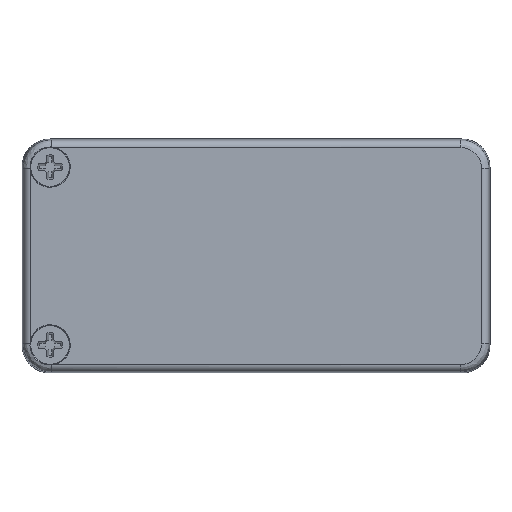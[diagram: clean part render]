
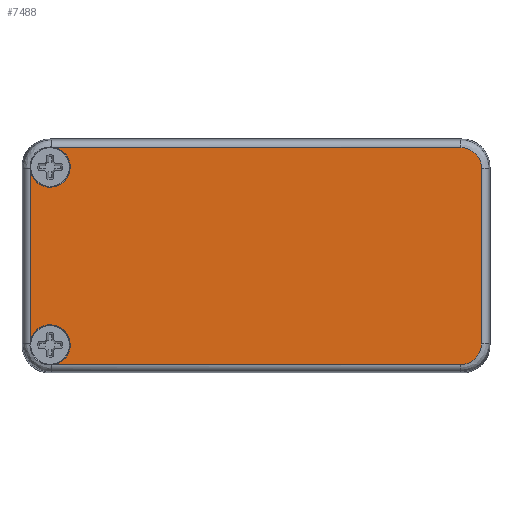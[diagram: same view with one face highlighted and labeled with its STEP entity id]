
A CAD part, front view. The second image highlights one B-rep face of the part: STEP entity #7488.
In plain terms, the highlighted planar face has unit normal (0, -1, 0).
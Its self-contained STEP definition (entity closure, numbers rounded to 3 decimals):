
#151=ELLIPSE('',#7870,2.201,2.2);
#152=ELLIPSE('',#7871,2.201,2.2);
#207=CIRCLE('',#7868,2.15);
#208=CIRCLE('',#7869,2.15);
#844=FACE_OUTER_BOUND('',#1296,.T.);
#1296=EDGE_LOOP('',(#5893,#5894,#5895,#5896,#5897,#5898,#5899,#5900));
#1967=LINE('',#12172,#2698);
#1968=LINE('',#12176,#2699);
#1969=LINE('',#12180,#2700);
#1970=LINE('',#12183,#2701);
#2698=VECTOR('',#8931,17.937);
#2699=VECTOR('',#8934,43.352);
#2700=VECTOR('',#8937,18.767);
#2701=VECTOR('',#8940,43.352);
#3388=VERTEX_POINT('',#12168);
#3389=VERTEX_POINT('',#12169);
#3390=VERTEX_POINT('',#12171);
#3391=VERTEX_POINT('',#12173);
#3392=VERTEX_POINT('',#12175);
#3393=VERTEX_POINT('',#12177);
#3394=VERTEX_POINT('',#12179);
#3395=VERTEX_POINT('',#12181);
#4278=EDGE_CURVE('',#3388,#3389,#207,.T.);
#4279=EDGE_CURVE('',#3390,#3389,#1967,.T.);
#4280=EDGE_CURVE('',#3390,#3391,#208,.T.);
#4281=EDGE_CURVE('',#3392,#3391,#1968,.T.);
#4282=EDGE_CURVE('',#3393,#3392,#151,.T.);
#4283=EDGE_CURVE('',#3394,#3393,#1969,.T.);
#4284=EDGE_CURVE('',#3395,#3394,#152,.T.);
#4285=EDGE_CURVE('',#3388,#3395,#1970,.T.);
#5893=ORIENTED_EDGE('',*,*,#4278,.T.);
#5894=ORIENTED_EDGE('',*,*,#4279,.F.);
#5895=ORIENTED_EDGE('',*,*,#4280,.T.);
#5896=ORIENTED_EDGE('',*,*,#4281,.F.);
#5897=ORIENTED_EDGE('',*,*,#4282,.F.);
#5898=ORIENTED_EDGE('',*,*,#4283,.F.);
#5899=ORIENTED_EDGE('',*,*,#4284,.F.);
#5900=ORIENTED_EDGE('',*,*,#4285,.F.);
#7183=PLANE('',#7867);
#7488=ADVANCED_FACE('',(#844),#7183,.T.);
#7867=AXIS2_PLACEMENT_3D('',#12167,#8927,#8928);
#7868=AXIS2_PLACEMENT_3D('',#12170,#8929,#8930);
#7869=AXIS2_PLACEMENT_3D('',#12174,#8932,#8933);
#7870=AXIS2_PLACEMENT_3D('',#12178,#8935,#8936);
#7871=AXIS2_PLACEMENT_3D('',#12182,#8938,#8939);
#8927=DIRECTION('center_axis',(0.,-1.,0.));
#8928=DIRECTION('ref_axis',(0.,0.,-1.));
#8929=DIRECTION('center_axis',(0.,1.,0.));
#8930=DIRECTION('ref_axis',(-1.,0.,0.));
#8931=DIRECTION('',(0.,0.,1.));
#8932=DIRECTION('center_axis',(0.,1.,0.));
#8933=DIRECTION('ref_axis',(-1.,0.,0.));
#8934=DIRECTION('',(-1.,0.,0.));
#8935=DIRECTION('center_axis',(0.,1.,0.));
#8936=DIRECTION('ref_axis',(0.707,0.,-0.707));
#8937=DIRECTION('',(0.,0.,-1.));
#8938=DIRECTION('center_axis',(0.,1.,0.));
#8939=DIRECTION('ref_axis',(0.707,0.,0.707));
#8940=DIRECTION('',(1.,0.,0.));
#12167=CARTESIAN_POINT('Origin',(0.,-7.5,0.));
#12168=CARTESIAN_POINT('',(-21.469,-7.5,11.583));
#12169=CARTESIAN_POINT('',(-24.083,-7.5,8.969));
#12170=CARTESIAN_POINT('Origin',(-22.,-7.5,9.5));
#12171=CARTESIAN_POINT('',(-24.083,-7.5,-8.969));
#12172=CARTESIAN_POINT('',(-24.083,-7.5,-6.25));
#12173=CARTESIAN_POINT('',(-21.469,-7.5,-11.583));
#12174=CARTESIAN_POINT('Origin',(-22.,-7.5,-9.5));
#12175=CARTESIAN_POINT('',(21.883,-7.5,-11.583));
#12176=CARTESIAN_POINT('',(12.5,-7.5,-11.583));
#12177=CARTESIAN_POINT('',(24.083,-7.5,-9.383));
#12178=CARTESIAN_POINT('Origin',(21.883,-7.5,-9.383));
#12179=CARTESIAN_POINT('',(24.083,-7.5,9.383));
#12180=CARTESIAN_POINT('',(24.083,-7.5,6.25));
#12181=CARTESIAN_POINT('',(21.883,-7.5,11.583));
#12182=CARTESIAN_POINT('Origin',(21.883,-7.5,9.383));
#12183=CARTESIAN_POINT('',(-12.5,-7.5,11.583));
